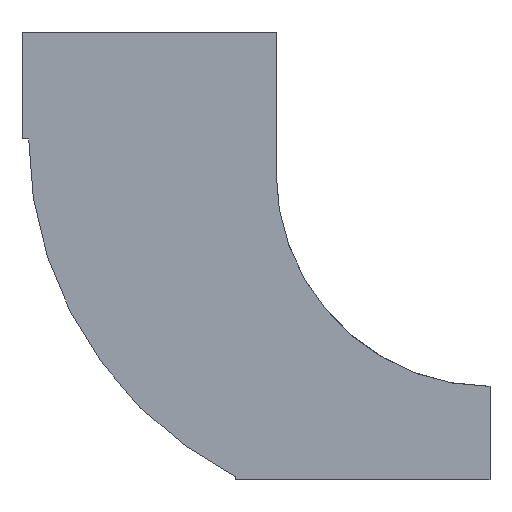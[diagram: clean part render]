
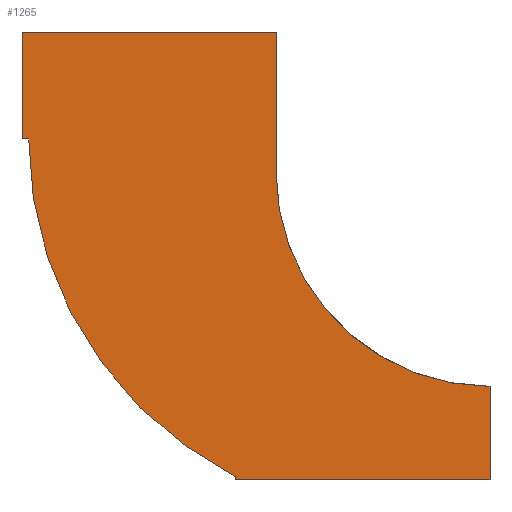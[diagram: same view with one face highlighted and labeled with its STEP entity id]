
A CAD part, front view. The second image highlights one B-rep face of the part: STEP entity #1265.
In plain terms, the highlighted planar face has unit normal (0, -1, 0).
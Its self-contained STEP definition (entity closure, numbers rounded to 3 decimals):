
#361=DIRECTION('',(0.,0.,1.));
#362=VECTOR('',#361,0.234);
#363=CARTESIAN_POINT('',(6.5,-57.,-33.5));
#364=LINE('',#363,#362);
#368=CARTESIAN_POINT('',(19.343,-57.,-8.));
#369=DIRECTION('',(0.,1.,0.));
#370=DIRECTION('',(-0.453,0.,-0.891));
#371=AXIS2_PLACEMENT_3D('',#368,#369,#370);
#376=DIRECTION('',(1.,0.,0.));
#377=VECTOR('',#376,0.5);
#378=CARTESIAN_POINT('',(-9.5,-57.,-8.));
#379=LINE('',#378,#377);
#383=DIRECTION('',(0.,0.,1.));
#384=VECTOR('',#383,8.);
#385=CARTESIAN_POINT('',(-9.5,-57.,-8.));
#386=LINE('',#385,#384);
#390=DIRECTION('',(1.,0.,0.));
#391=VECTOR('',#390,19.);
#392=CARTESIAN_POINT('',(-9.5,-57.,0.));
#393=LINE('',#392,#391);
#397=DIRECTION('',(0.,0.,-1.));
#398=VECTOR('',#397,10.5);
#399=CARTESIAN_POINT('',(9.5,-57.,0.));
#400=LINE('',#399,#398);
#404=CARTESIAN_POINT('',(25.5,-57.,-10.5));
#405=DIRECTION('',(0.,1.,0.));
#406=DIRECTION('',(0.,0.,-1.));
#407=AXIS2_PLACEMENT_3D('',#404,#405,#406);
#412=DIRECTION('',(0.,0.,-1.));
#413=VECTOR('',#412,7.);
#414=CARTESIAN_POINT('',(25.5,-57.,-26.5));
#415=LINE('',#414,#413);
#419=DIRECTION('',(-1.,0.,0.));
#420=VECTOR('',#419,19.);
#421=CARTESIAN_POINT('',(25.5,-57.,-33.5));
#422=LINE('',#421,#420);
#1104=CARTESIAN_POINT('',(25.5,-57.,-33.5));
#1106=VERTEX_POINT('',#1104);
#1108=CARTESIAN_POINT('',(6.5,-57.,-33.5));
#1110=VERTEX_POINT('',#1108);
#1112=CARTESIAN_POINT('',(-9.5,-57.,-8.));
#1114=VERTEX_POINT('',#1112);
#1116=CARTESIAN_POINT('',(-9.5,-57.,0.));
#1117=VERTEX_POINT('',#1116);
#1144=CARTESIAN_POINT('',(25.5,-57.,-26.5));
#1145=CARTESIAN_POINT('',(9.5,-57.,-10.5));
#1146=VERTEX_POINT('',#1144);
#1147=VERTEX_POINT('',#1145);
#1148=CARTESIAN_POINT('',(9.5,-57.,0.));
#1149=VERTEX_POINT('',#1148);
#1216=CARTESIAN_POINT('',(-9.,-57.,-8.));
#1218=VERTEX_POINT('',#1216);
#1220=CARTESIAN_POINT('',(6.5,-57.,-33.266));
#1222=VERTEX_POINT('',#1220);
#1240=CARTESIAN_POINT('',(0.,-57.,0.));
#1241=DIRECTION('',(0.,1.,0.));
#1242=DIRECTION('',(1.,0.,0.));
#1243=AXIS2_PLACEMENT_3D('',#1240,#1241,#1242);
#1244=PLANE('',#1243);
#1246=ORIENTED_EDGE('',*,*,#1245,.T.);
#1248=ORIENTED_EDGE('',*,*,#1247,.T.);
#1250=ORIENTED_EDGE('',*,*,#1249,.F.);
#1252=ORIENTED_EDGE('',*,*,#1251,.T.);
#1254=ORIENTED_EDGE('',*,*,#1253,.T.);
#1256=ORIENTED_EDGE('',*,*,#1255,.T.);
#1258=ORIENTED_EDGE('',*,*,#1257,.F.);
#1260=ORIENTED_EDGE('',*,*,#1259,.T.);
#1262=ORIENTED_EDGE('',*,*,#1261,.T.);
#1263=EDGE_LOOP('',(#1246,#1248,#1250,#1252,#1254,#1256,#1258,#1260,#1262));
#1264=FACE_OUTER_BOUND('',#1263,.F.);
#372=CIRCLE('',#371,28.343);
#408=CIRCLE('',#407,16.);
#1245=EDGE_CURVE('',#1110,#1222,#364,.T.);
#1247=EDGE_CURVE('',#1222,#1218,#372,.T.);
#1249=EDGE_CURVE('',#1114,#1218,#379,.T.);
#1251=EDGE_CURVE('',#1114,#1117,#386,.T.);
#1253=EDGE_CURVE('',#1117,#1149,#393,.T.);
#1255=EDGE_CURVE('',#1149,#1147,#400,.T.);
#1257=EDGE_CURVE('',#1146,#1147,#408,.T.);
#1259=EDGE_CURVE('',#1146,#1106,#415,.T.);
#1261=EDGE_CURVE('',#1106,#1110,#422,.T.);
#1265=ADVANCED_FACE('',(#1264),#1244,.F.);
